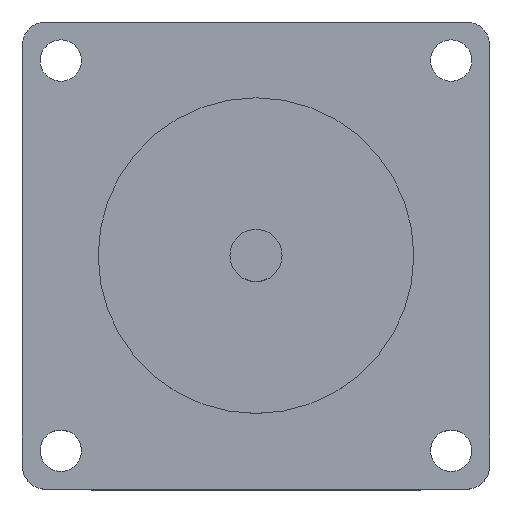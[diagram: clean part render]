
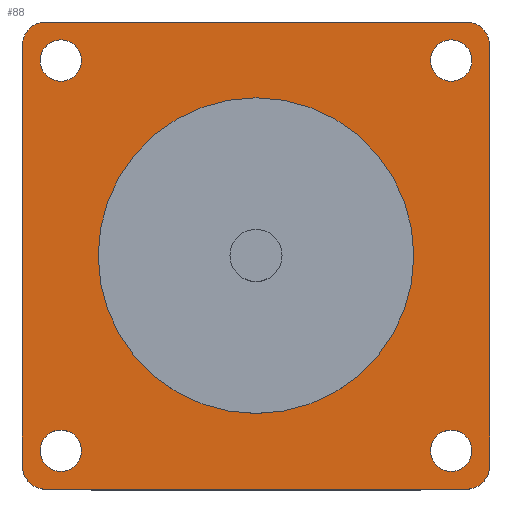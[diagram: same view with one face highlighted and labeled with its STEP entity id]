
A CAD part, top view. The second image highlights one B-rep face of the part: STEP entity #88.
In plain terms, the highlighted planar face has unit normal (0, 0, 1).
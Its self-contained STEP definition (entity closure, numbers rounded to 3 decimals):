
#88 = ADVANCED_FACE( '', ( #136, #137, #138, #139, #140, #141 ), #142, .F. );
#136 = FACE_BOUND( '', #210, .T. );
#137 = FACE_BOUND( '', #211, .T. );
#138 = FACE_BOUND( '', #212, .T. );
#139 = FACE_OUTER_BOUND( '', #213, .T. );
#140 = FACE_BOUND( '', #214, .T. );
#141 = FACE_BOUND( '', #215, .T. );
#142 = PLANE( '', #216 );
#210 = EDGE_LOOP( '', ( #355 ) );
#211 = EDGE_LOOP( '', ( #356 ) );
#212 = EDGE_LOOP( '', ( #357 ) );
#213 = EDGE_LOOP( '', ( #358, #359, #360, #361, #362, #363, #364, #365 ) );
#214 = EDGE_LOOP( '', ( #366 ) );
#215 = EDGE_LOOP( '', ( #367 ) );
#216 = AXIS2_PLACEMENT_3D( '', #368, #369, #370 );
#355 = ORIENTED_EDGE( '', *, *, #504, .F. );
#356 = ORIENTED_EDGE( '', *, *, #505, .F. );
#357 = ORIENTED_EDGE( '', *, *, #506, .F. );
#358 = ORIENTED_EDGE( '', *, *, #507, .F. );
#359 = ORIENTED_EDGE( '', *, *, #508, .F. );
#360 = ORIENTED_EDGE( '', *, *, #509, .F. );
#361 = ORIENTED_EDGE( '', *, *, #510, .F. );
#362 = ORIENTED_EDGE( '', *, *, #511, .F. );
#363 = ORIENTED_EDGE( '', *, *, #486, .F. );
#364 = ORIENTED_EDGE( '', *, *, #484, .F. );
#365 = ORIENTED_EDGE( '', *, *, #462, .F. );
#366 = ORIENTED_EDGE( '', *, *, #512, .F. );
#367 = ORIENTED_EDGE( '', *, *, #513, .F. );
#368 = CARTESIAN_POINT( '', ( -25.4, 25.4, -21.1 ) );
#369 = DIRECTION( '', ( 0., 0., -1. ) );
#370 = DIRECTION( '', ( -1., 0., 0. ) );
#462 = EDGE_CURVE( '', #526, #527, #528, .T. );
#484 = EDGE_CURVE( '', #527, #567, #568, .T. );
#486 = EDGE_CURVE( '', #567, #570, #571, .T. );
#504 = EDGE_CURVE( '', #600, #600, #601, .F. );
#505 = EDGE_CURVE( '', #602, #602, #603, .T. );
#506 = EDGE_CURVE( '', #604, #604, #605, .T. );
#507 = EDGE_CURVE( '', #606, #526, #607, .T. );
#508 = EDGE_CURVE( '', #608, #606, #609, .T. );
#509 = EDGE_CURVE( '', #610, #608, #611, .T. );
#510 = EDGE_CURVE( '', #612, #610, #613, .T. );
#511 = EDGE_CURVE( '', #570, #612, #614, .T. );
#512 = EDGE_CURVE( '', #615, #615, #616, .T. );
#513 = EDGE_CURVE( '', #617, #617, #618, .T. );
#526 = VERTEX_POINT( '', #634 );
#527 = VERTEX_POINT( '', #635 );
#528 = LINE( '', #636, #637 );
#567 = VERTEX_POINT( '', #688 );
#568 = CIRCLE( '', #689, 2.8 );
#570 = VERTEX_POINT( '', #692 );
#571 = LINE( '', #693, #694 );
#600 = VERTEX_POINT( '', #733 );
#601 = CIRCLE( '', #734, 19.05 );
#602 = VERTEX_POINT( '', #735 );
#603 = CIRCLE( '', #736, 2.5 );
#604 = VERTEX_POINT( '', #737 );
#605 = CIRCLE( '', #738, 2.5 );
#606 = VERTEX_POINT( '', #739 );
#607 = CIRCLE( '', #740, 2.8 );
#608 = VERTEX_POINT( '', #741 );
#609 = LINE( '', #742, #743 );
#610 = VERTEX_POINT( '', #744 );
#611 = CIRCLE( '', #745, 2.8 );
#612 = VERTEX_POINT( '', #746 );
#613 = LINE( '', #747, #748 );
#614 = CIRCLE( '', #749, 2.8 );
#615 = VERTEX_POINT( '', #750 );
#616 = CIRCLE( '', #751, 2.5 );
#617 = VERTEX_POINT( '', #752 );
#618 = CIRCLE( '', #753, 2.5 );
#634 = CARTESIAN_POINT( '', ( -25.4, 28.2, -21.1 ) );
#635 = CARTESIAN_POINT( '', ( 25.4, 28.2, -21.1 ) );
#636 = CARTESIAN_POINT( '', ( -25.4, 28.2, -21.1 ) );
#637 = VECTOR( '', #776, 1000. );
#688 = CARTESIAN_POINT( '', ( 28.2, 25.4, -21.1 ) );
#689 = AXIS2_PLACEMENT_3D( '', #816, #817, #818 );
#692 = CARTESIAN_POINT( '', ( 28.2, -25.4, -21.1 ) );
#693 = CARTESIAN_POINT( '', ( 28.2, 25.4, -21.1 ) );
#694 = VECTOR( '', #820, 1000. );
#733 = CARTESIAN_POINT( '', ( -19.05, 0., -21.1 ) );
#734 = AXIS2_PLACEMENT_3D( '', #852, #853, #854 );
#735 = CARTESIAN_POINT( '', ( -21.05, 23.55, -21.1 ) );
#736 = AXIS2_PLACEMENT_3D( '', #855, #856, #857 );
#737 = CARTESIAN_POINT( '', ( 26.05, -23.55, -21.1 ) );
#738 = AXIS2_PLACEMENT_3D( '', #858, #859, #860 );
#739 = CARTESIAN_POINT( '', ( -28.2, 25.4, -21.1 ) );
#740 = AXIS2_PLACEMENT_3D( '', #861, #862, #863 );
#741 = CARTESIAN_POINT( '', ( -28.2, -25.4, -21.1 ) );
#742 = CARTESIAN_POINT( '', ( -28.2, -25.4, -21.1 ) );
#743 = VECTOR( '', #864, 1000. );
#744 = CARTESIAN_POINT( '', ( -25.4, -28.2, -21.1 ) );
#745 = AXIS2_PLACEMENT_3D( '', #865, #866, #867 );
#746 = CARTESIAN_POINT( '', ( 25.4, -28.2, -21.1 ) );
#747 = CARTESIAN_POINT( '', ( 25.4, -28.2, -21.1 ) );
#748 = VECTOR( '', #868, 1000. );
#749 = AXIS2_PLACEMENT_3D( '', #869, #870, #871 );
#750 = CARTESIAN_POINT( '', ( 26.05, 23.55, -21.1 ) );
#751 = AXIS2_PLACEMENT_3D( '', #872, #873, #874 );
#752 = CARTESIAN_POINT( '', ( -21.05, -23.55, -21.1 ) );
#753 = AXIS2_PLACEMENT_3D( '', #875, #876, #877 );
#776 = DIRECTION( '', ( 1., 0., 0. ) );
#816 = CARTESIAN_POINT( '', ( 25.4, 25.4, -21.1 ) );
#817 = DIRECTION( '', ( 0., 0., -1. ) );
#818 = DIRECTION( '', ( -1., 0., 0. ) );
#820 = DIRECTION( '', ( 0., -1., 0. ) );
#852 = CARTESIAN_POINT( '', ( 0., 0., -21.1 ) );
#853 = DIRECTION( '', ( 0., 0., -1. ) );
#854 = DIRECTION( '', ( -1., 0., 0. ) );
#855 = CARTESIAN_POINT( '', ( -23.55, 23.55, -21.1 ) );
#856 = DIRECTION( '', ( 0., 0., 1. ) );
#857 = DIRECTION( '', ( 1., 0., 0. ) );
#858 = CARTESIAN_POINT( '', ( 23.55, -23.55, -21.1 ) );
#859 = DIRECTION( '', ( 0., 0., 1. ) );
#860 = DIRECTION( '', ( 1., 0., 0. ) );
#861 = CARTESIAN_POINT( '', ( -25.4, 25.4, -21.1 ) );
#862 = DIRECTION( '', ( 0., 0., -1. ) );
#863 = DIRECTION( '', ( 1., 0., 0. ) );
#864 = DIRECTION( '', ( 0., 1., 0. ) );
#865 = CARTESIAN_POINT( '', ( -25.4, -25.4, -21.1 ) );
#866 = DIRECTION( '', ( 0., 0., -1. ) );
#867 = DIRECTION( '', ( 1., 0., 0. ) );
#868 = DIRECTION( '', ( -1., 0., 0. ) );
#869 = CARTESIAN_POINT( '', ( 25.4, -25.4, -21.1 ) );
#870 = DIRECTION( '', ( 0., 0., -1. ) );
#871 = DIRECTION( '', ( -1., 0., 0. ) );
#872 = CARTESIAN_POINT( '', ( 23.55, 23.55, -21.1 ) );
#873 = DIRECTION( '', ( 0., 0., 1. ) );
#874 = DIRECTION( '', ( 1., 0., 0. ) );
#875 = CARTESIAN_POINT( '', ( -23.55, -23.55, -21.1 ) );
#876 = DIRECTION( '', ( 0., 0., 1. ) );
#877 = DIRECTION( '', ( 1., 0., 0. ) );
